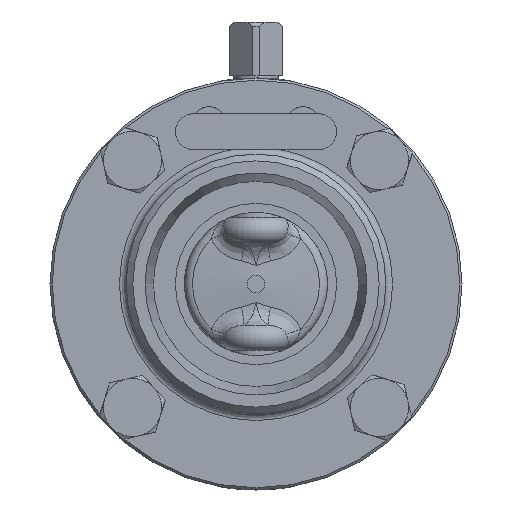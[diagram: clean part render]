
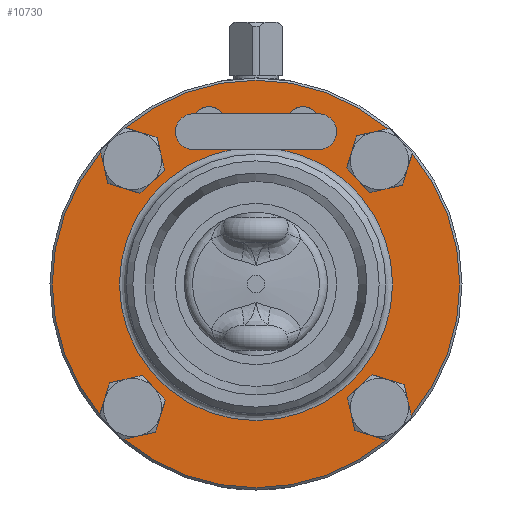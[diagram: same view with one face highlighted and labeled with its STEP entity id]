
A CAD part, left-side view. The second image highlights one B-rep face of the part: STEP entity #10730.
In plain terms, the highlighted planar face has unit normal (-1, 0, 0).
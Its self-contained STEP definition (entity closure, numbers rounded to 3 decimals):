
#1777=CARTESIAN_POINT('',(-10.,10.5,32.4));
#1778=VERTEX_POINT('',#1777);
#1779=CARTESIAN_POINT('',(-10.0,10.5,36.0));
#1780=DIRECTION('',(1.0,0.0,0.0));
#1781=DIRECTION('',(0.0,0.0,-1.0));
#1782=AXIS2_PLACEMENT_3D('',#1779,#1780,#1781);
#1783=CIRCLE('',#1782,3.6);
#1784=EDGE_CURVE('',#1778,#1778,#1783,.T.);
#1814=CARTESIAN_POINT('',(-10.,-10.5,32.4));
#1815=VERTEX_POINT('',#1814);
#1816=CARTESIAN_POINT('',(-10.0,-10.5,36.0));
#1817=DIRECTION('',(1.0,0.0,0.0));
#1818=DIRECTION('',(0.0,0.0,-1.0));
#1819=AXIS2_PLACEMENT_3D('',#1816,#1817,#1818);
#1820=CIRCLE('',#1819,3.6);
#1821=EDGE_CURVE('',#1815,#1815,#1820,.T.);
#2857=CARTESIAN_POINT('',(-10.,-31.764,-23.71));
#2858=VERTEX_POINT('',#2857);
#2859=CARTESIAN_POINT('',(-10.,-27.577,-27.577));
#2860=DIRECTION('',(1.0,0.0,0.0));
#2861=DIRECTION('',(0.0,-0.735,0.679));
#2862=AXIS2_PLACEMENT_3D('',#2859,#2860,#2861);
#2863=CIRCLE('',#2862,5.7);
#2864=EDGE_CURVE('',#2858,#2858,#2863,.T.);
#3735=CARTESIAN_POINT('',(-10.,23.71,-31.764));
#3736=VERTEX_POINT('',#3735);
#3737=CARTESIAN_POINT('',(-10.,27.577,-27.577));
#3738=DIRECTION('',(1.0,0.0,0.0));
#3739=DIRECTION('',(0.0,-0.679,-0.735));
#3740=AXIS2_PLACEMENT_3D('',#3737,#3738,#3739);
#3741=CIRCLE('',#3740,5.7);
#3742=EDGE_CURVE('',#3736,#3736,#3741,.T.);
#4613=CARTESIAN_POINT('',(-10.,31.764,23.71));
#4614=VERTEX_POINT('',#4613);
#4615=CARTESIAN_POINT('',(-10.,27.577,27.577));
#4616=DIRECTION('',(1.0,0.0,0.0));
#4617=DIRECTION('',(0.0,0.735,-0.679));
#4618=AXIS2_PLACEMENT_3D('',#4615,#4616,#4617);
#4619=CIRCLE('',#4618,5.7);
#4620=EDGE_CURVE('',#4614,#4614,#4619,.T.);
#5491=CARTESIAN_POINT('',(-10.,-23.71,31.764));
#5492=VERTEX_POINT('',#5491);
#5493=CARTESIAN_POINT('',(-10.,-27.577,27.577));
#5494=DIRECTION('',(1.0,0.0,0.0));
#5495=DIRECTION('',(0.0,0.679,0.735));
#5496=AXIS2_PLACEMENT_3D('',#5493,#5494,#5495);
#5497=CIRCLE('',#5496,5.7);
#5498=EDGE_CURVE('',#5492,#5492,#5497,.T.);
#10670=CARTESIAN_POINT('',(-10.,-45.5,0.0));
#10671=VERTEX_POINT('',#10670);
#10672=CARTESIAN_POINT('',(-10.,0.0,0.0));
#10673=DIRECTION('',(-1.0,0.0,0.0));
#10674=DIRECTION('',(0.0,-1.0,0.0));
#10675=AXIS2_PLACEMENT_3D('',#10672,#10673,#10674);
#10676=CIRCLE('',#10675,45.5);
#10677=EDGE_CURVE('',#10671,#10671,#10676,.T.);
#10693=CARTESIAN_POINT('',(-10.,-38.,0.0));
#10694=DIRECTION('',(-1.0,0.0,0.0));
#10695=DIRECTION('',(0.0,0.0,-1.0));
#10696=AXIS2_PLACEMENT_3D('',#10693,#10694,#10695);
#10697=PLANE('',#10696);
#10698=ORIENTED_EDGE('',*,*,#10677,.T.);
#10699=EDGE_LOOP('',(#10698));
#10700=FACE_OUTER_BOUND('',#10699,.T.);
#10701=ORIENTED_EDGE('',*,*,#2864,.T.);
#10702=EDGE_LOOP('',(#10701));
#10703=FACE_BOUND('',#10702,.T.);
#10704=ORIENTED_EDGE('',*,*,#3742,.T.);
#10705=EDGE_LOOP('',(#10704));
#10706=FACE_BOUND('',#10705,.T.);
#10707=ORIENTED_EDGE('',*,*,#4620,.T.);
#10708=EDGE_LOOP('',(#10707));
#10709=FACE_BOUND('',#10708,.T.);
#10710=ORIENTED_EDGE('',*,*,#5498,.T.);
#10711=EDGE_LOOP('',(#10710));
#10712=FACE_BOUND('',#10711,.T.);
#10713=ORIENTED_EDGE('',*,*,#1784,.T.);
#10714=EDGE_LOOP('',(#10713));
#10715=FACE_BOUND('',#10714,.T.);
#10716=ORIENTED_EDGE('',*,*,#1821,.T.);
#10717=EDGE_LOOP('',(#10716));
#10718=FACE_BOUND('',#10717,.T.);
#10719=CARTESIAN_POINT('',(-10.0,-30.5,0.0));
#10720=VERTEX_POINT('',#10719);
#10721=CARTESIAN_POINT('',(-10.0,0.0,0.0));
#10722=DIRECTION('',(-1.0,0.0,0.0));
#10723=DIRECTION('',(0.0,-1.0,0.0));
#10724=AXIS2_PLACEMENT_3D('',#10721,#10722,#10723);
#10725=CIRCLE('',#10724,30.5);
#10726=EDGE_CURVE('',#10720,#10720,#10725,.T.);
#10727=ORIENTED_EDGE('',*,*,#10726,.F.);
#10728=EDGE_LOOP('',(#10727));
#10729=FACE_BOUND('',#10728,.T.);
#10730=ADVANCED_FACE('',(#10700,#10703,#10706,#10709,#10712,#10715,#10718,#10729),#10697,.T.);
